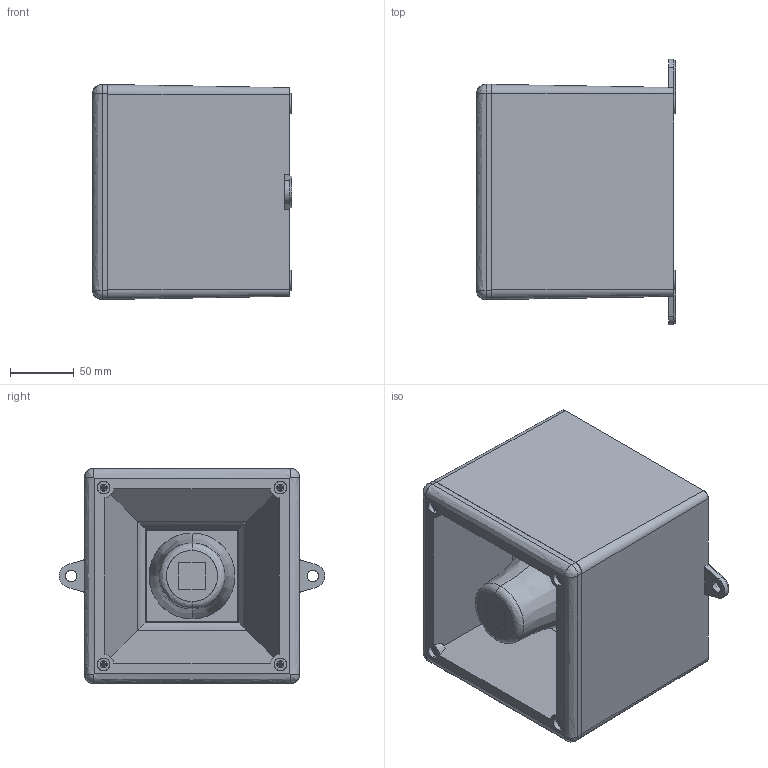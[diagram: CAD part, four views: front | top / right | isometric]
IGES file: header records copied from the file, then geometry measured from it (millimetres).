
Start section: SolidWorks IGES file using analytic representation for surfaces
Global section: file name: SK0109-3D.IGS; native system: SolidWorks 2014; preprocessor: SolidWorks 2014; author: randip.rait; date: 141202.140150; units: millimetre
Bounding box: 156.5 x 209 x 169 mm (x, y, z)
Surface area: 340993.1 mm2 (no closed solid volume)
Topology: 0 solids, 0 shells, 361 faces, 8304 edges, 9938 vertices
Faces by surface type: bspline 192, revolution 169
